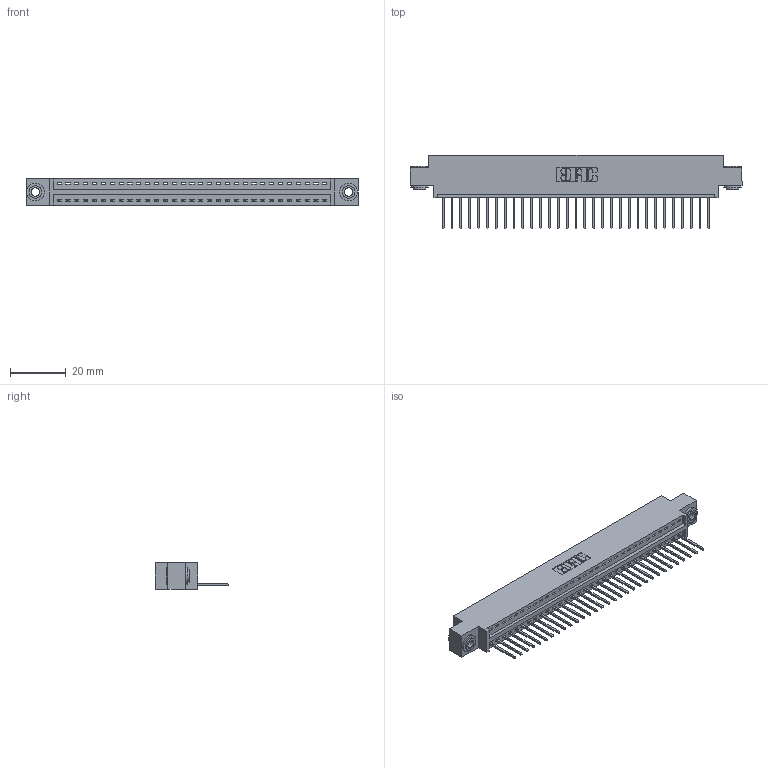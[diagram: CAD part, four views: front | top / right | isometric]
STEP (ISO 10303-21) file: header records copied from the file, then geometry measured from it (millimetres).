
FILE_DESCRIPTION (( 'STEP AP203' ), '1' );
FILE_NAME ('346-031-522-603.STEP', '2018-08-22T06:57:18', ( '' ), ( '' ), 'SwSTEP 2.0', 'SolidWorks 2016', '' );
FILE_SCHEMA (( 'CONFIG_CONTROL_DESIGN' ));
Length unit declared in the file: inch
Products named in the file (4): 346 Part_0.170 Offset - 0.156 Dia-TH; 345-292-001_345-293-122; 345-250-002_345-250-002-102; 346-031-522-603
Assembly tree (34 placements, depth 2):
  346-031-522-603
    346 Part_0.170 Offset - 0.156 Dia-TH
    345-292-001_345-293-122  x31
    345-250-002_345-250-002-102  x2
Bounding box: 119 x 26.42 x 9.4 mm (x, y, z)
Volume: 11183.7 mm3; surface area: 14353.1 mm2
Topology: 34 solids, 34 shells, 1962 faces, 5873 edges, 3870 vertices
Faces by surface type: plane 1330, cylinder 624, cone 8
Entity records: 21520 total; most frequent: CARTESIAN_POINT 3672, ORIENTED_EDGE 3630, DIRECTION 3283, EDGE_CURVE 1815, VECTOR 1535, LINE 1535, VERTEX_POINT 1206, AXIS2_PLACEMENT_3D 874
